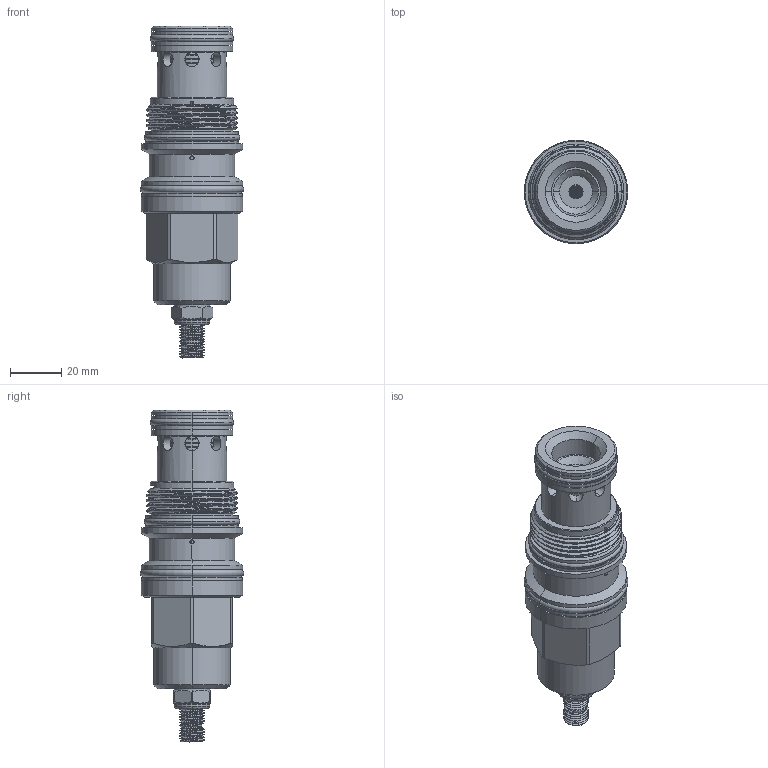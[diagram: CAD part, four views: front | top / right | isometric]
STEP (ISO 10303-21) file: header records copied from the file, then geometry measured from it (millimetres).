
FILE_DESCRIPTION (( 'STEP AP203' ), '1' );
FILE_NAME ('RV17A30-L-85.STEP', '2020-03-24T07:27:49', ( '' ), ( '' ), 'SwSTEP 2.0', 'SolidWorks 2018', '' );
FILE_SCHEMA (( 'CONFIG_CONTROL_DESIGN' ));
Products named in the file (1): RV17A30-L-85
Bounding box: 40.39 x 40.39 x 129.61 mm (x, y, z)
Volume: 90382.2 mm3; surface area: 23172.3 mm2
Topology: 6 solids, 6 shells, 787 faces, 2197 edges, 1375 vertices
Faces by surface type: cylinder 612, plane 66, cone 48, torus 47, bspline 10, sphere 4
Entity records: 57666 total; most frequent: CARTESIAN_POINT 38503, ORIENTED_EDGE 4390, DIRECTION 3137, EDGE_CURVE 2195, VERTEX_POINT 1375, AXIS2_PLACEMENT_3D 1239, EDGE_LOOP 1194, B_SPLINE_CURVE_WITH_KNOTS 1005
